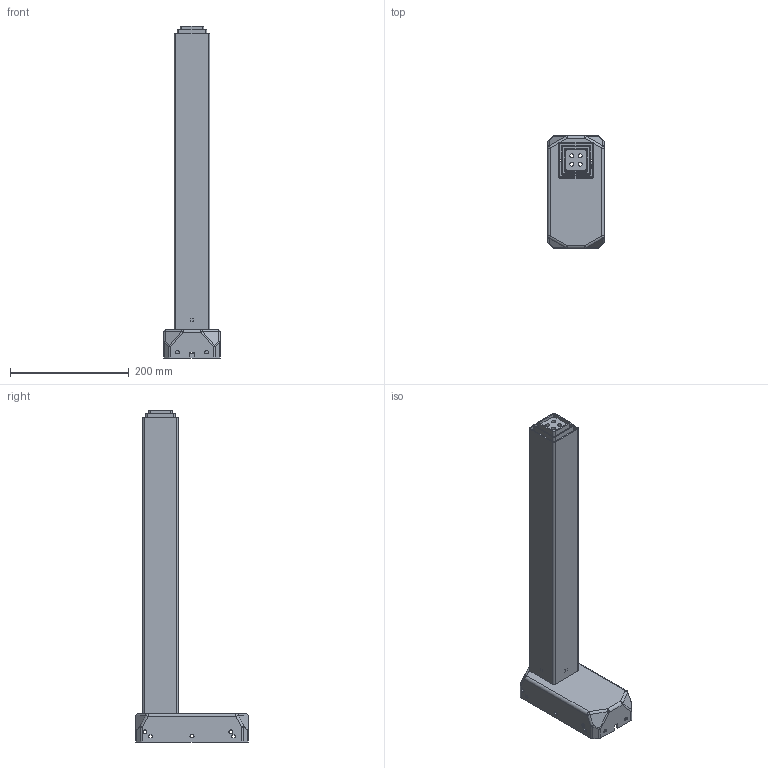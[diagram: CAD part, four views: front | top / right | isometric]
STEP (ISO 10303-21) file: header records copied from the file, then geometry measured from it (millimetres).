
FILE_DESCRIPTION((''),'2;1');
FILE_NAME('DS4-3-R_ASM','2019-12-31T16:38:00',('Administrator'),('捷昌驱动'),'CREO PARAMETRIC BY PTC INC, 2018500','CREO PARAMETRIC BY PTC INC, 2018500','');
FILE_SCHEMA(('CONFIG_CONTROL_DESIGN'));
Length unit declared in the file: millimetre
Products named in the file (11): 3MM0001; JS36DS4-00; DS4_R00_ASM; JS34DS42_10001; JS36DS4-3-R_100; _10001_ASM; __12_3_0001; 0001_ASM; JS36DS4-3-R00; DS4-3-R_1_ASM; DS4-3-R_ASM
Assembly tree (10 placements, depth 4):
  DS4-3-R_ASM
    DS4-3-R_1_ASM
      3MM0001
      JS36DS4-00
      DS4_R00_ASM
      _10001_ASM
        JS34DS42_10001
        JS36DS4-3-R_100
      0001_ASM
        __12_3_0001
      JS36DS4-3-R00
Bounding box: 96 x 190 x 560 mm (x, y, z)
Volume: 663789.2 mm3; surface area: 630650.5 mm2
Topology: 6 solids, 6 shells, 394 faces, 1043 edges, 671 vertices
Faces by surface type: cylinder 190, plane 158, sphere 32, torus 10, bspline 4
Entity records: 12957 total; most frequent: CARTESIAN_POINT 2382, DIRECTION 2298, ORIENTED_EDGE 2086, EDGE_CURVE 1043, AXIS2_PLACEMENT_3D 856, VERTEX_POINT 671, VECTOR 586, LINE 586
